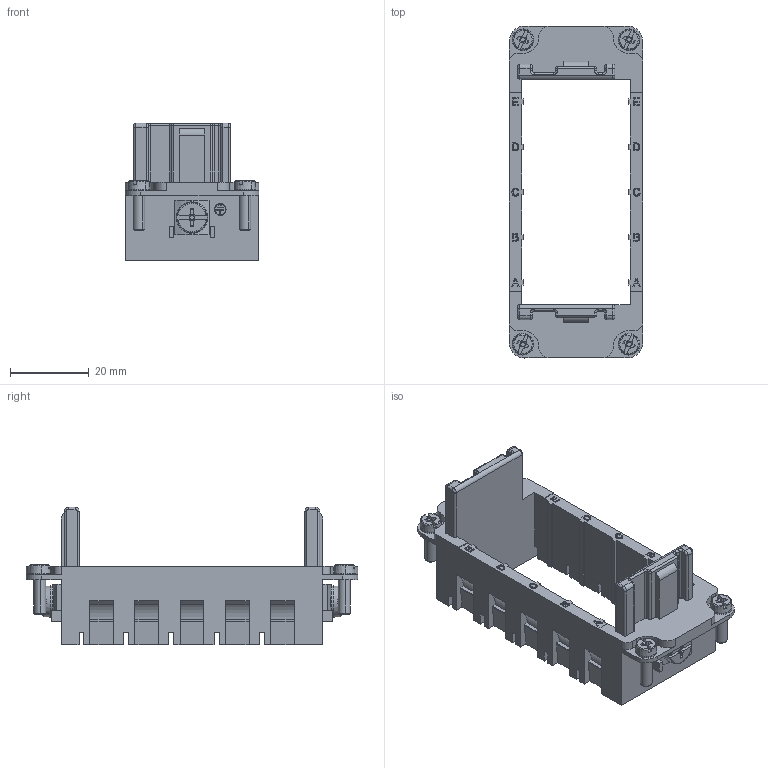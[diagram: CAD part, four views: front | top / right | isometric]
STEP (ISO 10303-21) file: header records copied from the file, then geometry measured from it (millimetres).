
FILE_DESCRIPTION(/* description */ (''),/* implementation_level */ '2;1');
FILE_NAME(/* name */ 'c146 s16 002 g8nxc001-02.stp',/* time_stamp */ '2021-03-25T11:17:11+01:00',/* author */ (''),/* organization */ (''),/* preprocessor_version */ 'ST-DEVELOPER v16.7',/* originating_system */ 'SIEMENS PLM Software NX 12.0',/* authorisation */ '');
FILE_SCHEMA (('AUTOMOTIVE_DESIGN { 1 0 10303 214 3 1 1 1 }'));
Length unit declared in the file: millimetre
Products named in the file (1): c146 s16 002 g8nxc001-02
Bounding box: 34.01 x 84.5 x 35 mm (x, y, z)
Volume: 16885.9 mm3; surface area: 13906.7 mm2
Topology: 1 solids, 1 shells, 945 faces, 2507 edges, 1649 vertices
Faces by surface type: plane 643, cylinder 114, extrusion 96, cone 48, torus 31, bspline 9, sphere 4
Full cylindrical faces by diameter (mm): 2.7 x2, 3 x2, 4 x4, 8 x2
Entity records: 34936 total; most frequent: CARTESIAN_POINT 11132, ORIENTED_EDGE 4960, DIRECTION 4090, EDGE_CURVE 2480, VECTOR 1764, LINE 1668, VERTEX_POINT 1640, AXIS2_PLACEMENT_3D 1163
